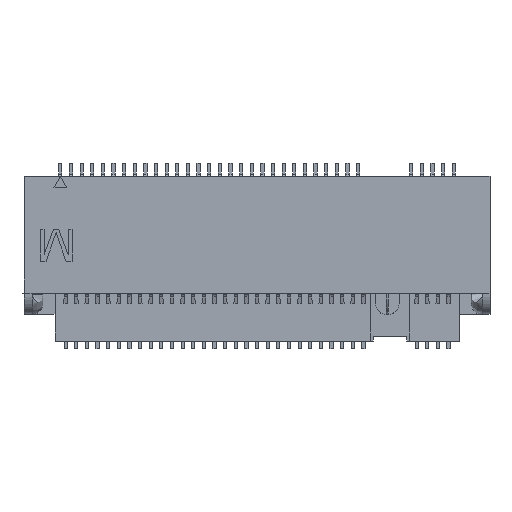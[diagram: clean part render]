
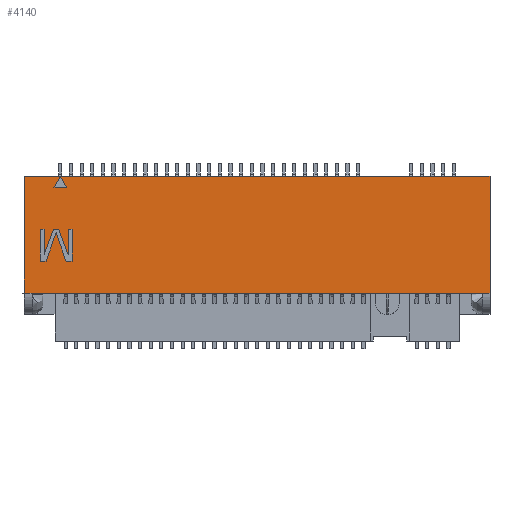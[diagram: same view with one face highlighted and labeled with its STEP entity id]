
A CAD part, top view. The second image highlights one B-rep face of the part: STEP entity #4140.
In plain terms, the highlighted planar face has unit normal (0, 0, 1).
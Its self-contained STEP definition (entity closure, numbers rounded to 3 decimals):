
#24 = VERTEX_POINT('',#25);
#25 = CARTESIAN_POINT('',(-10.95,-1.755,3.1));
#113 = VERTEX_POINT('',#114);
#114 = CARTESIAN_POINT('',(-10.95,3.745,3.1));
#120 = EDGE_CURVE('',#113,#24,#121,.T.);
#121 = LINE('',#122,#123);
#122 = CARTESIAN_POINT('',(-10.95,3.745,3.1));
#123 = VECTOR('',#124,1.);
#124 = DIRECTION('',(0.,-1.,0.));
#134 = EDGE_CURVE('',#24,#135,#137,.T.);
#135 = VERTEX_POINT('',#136);
#136 = CARTESIAN_POINT('',(-10.575,-1.755,3.1));
#137 = LINE('',#138,#139);
#138 = CARTESIAN_POINT('',(-10.95,-1.755,3.1));
#139 = VECTOR('',#140,1.);
#140 = DIRECTION('',(1.,0.,0.));
#270 = EDGE_CURVE('',#135,#271,#273,.T.);
#271 = VERTEX_POINT('',#272);
#272 = CARTESIAN_POINT('',(6.075,-1.755,3.1));
#273 = LINE('',#274,#275);
#274 = CARTESIAN_POINT('',(-10.575,-1.755,3.1));
#275 = VECTOR('',#276,1.);
#276 = DIRECTION('',(1.,0.,0.));
#352 = VERTEX_POINT('',#353);
#353 = CARTESIAN_POINT('',(6.175,-1.755,3.1));
#360 = EDGE_CURVE('',#352,#361,#363,.T.);
#361 = VERTEX_POINT('',#362);
#362 = CARTESIAN_POINT('',(10.575,-1.755,3.1));
#363 = LINE('',#364,#365);
#364 = CARTESIAN_POINT('',(6.175,-1.755,3.1));
#365 = VECTOR('',#366,1.);
#366 = DIRECTION('',(1.,0.,0.));
#4127 = EDGE_CURVE('',#352,#271,#4128,.T.);
#4128 = LINE('',#4129,#4130);
#4129 = CARTESIAN_POINT('',(6.175,-1.755,3.1));
#4130 = VECTOR('',#4131,1.);
#4131 = DIRECTION('',(-1.,0.,0.));
#4140 = ADVANCED_FACE('',(#4141,#4170,#4196),#4302,.T.);
#4141 = FACE_BOUND('',#4142,.F.);
#4142 = EDGE_LOOP('',(#4143,#4144,#4145,#4146,#4154,#4162,#4168,#4169));
#4143 = ORIENTED_EDGE('',*,*,#270,.F.);
#4144 = ORIENTED_EDGE('',*,*,#134,.F.);
#4145 = ORIENTED_EDGE('',*,*,#120,.F.);
#4146 = ORIENTED_EDGE('',*,*,#4147,.T.);
#4147 = EDGE_CURVE('',#113,#4148,#4150,.T.);
#4148 = VERTEX_POINT('',#4149);
#4149 = CARTESIAN_POINT('',(10.95,3.745,3.1));
#4150 = LINE('',#4151,#4152);
#4151 = CARTESIAN_POINT('',(-10.95,3.745,3.1));
#4152 = VECTOR('',#4153,1.);
#4153 = DIRECTION('',(1.,0.,0.));
#4154 = ORIENTED_EDGE('',*,*,#4155,.T.);
#4155 = EDGE_CURVE('',#4148,#4156,#4158,.T.);
#4156 = VERTEX_POINT('',#4157);
#4157 = CARTESIAN_POINT('',(10.95,-1.755,3.1));
#4158 = LINE('',#4159,#4160);
#4159 = CARTESIAN_POINT('',(10.95,3.745,3.1));
#4160 = VECTOR('',#4161,1.);
#4161 = DIRECTION('',(0.,-1.,0.));
#4162 = ORIENTED_EDGE('',*,*,#4163,.F.);
#4163 = EDGE_CURVE('',#361,#4156,#4164,.T.);
#4164 = LINE('',#4165,#4166);
#4165 = CARTESIAN_POINT('',(10.575,-1.755,3.1));
#4166 = VECTOR('',#4167,1.);
#4167 = DIRECTION('',(1.,0.,0.));
#4168 = ORIENTED_EDGE('',*,*,#360,.F.);
#4169 = ORIENTED_EDGE('',*,*,#4127,.T.);
#4170 = FACE_BOUND('',#4171,.F.);
#4171 = EDGE_LOOP('',(#4172,#4182,#4190));
#4172 = ORIENTED_EDGE('',*,*,#4173,.T.);
#4173 = EDGE_CURVE('',#4174,#4176,#4178,.T.);
#4174 = VERTEX_POINT('',#4175);
#4175 = CARTESIAN_POINT('',(-9.25,3.735,3.1));
#4176 = VERTEX_POINT('',#4177);
#4177 = CARTESIAN_POINT('',(-9.55,3.215,3.1));
#4178 = LINE('',#4179,#4180);
#4179 = CARTESIAN_POINT('',(-9.25,3.735,3.1));
#4180 = VECTOR('',#4181,1.);
#4181 = DIRECTION('',(-0.5,-0.866,0.));
#4182 = ORIENTED_EDGE('',*,*,#4183,.T.);
#4183 = EDGE_CURVE('',#4176,#4184,#4186,.T.);
#4184 = VERTEX_POINT('',#4185);
#4185 = CARTESIAN_POINT('',(-8.95,3.215,3.1));
#4186 = LINE('',#4187,#4188);
#4187 = CARTESIAN_POINT('',(-9.55,3.215,3.1));
#4188 = VECTOR('',#4189,1.);
#4189 = DIRECTION('',(1.,0.,0.));
#4190 = ORIENTED_EDGE('',*,*,#4191,.T.);
#4191 = EDGE_CURVE('',#4184,#4174,#4192,.T.);
#4192 = LINE('',#4193,#4194);
#4193 = CARTESIAN_POINT('',(-8.95,3.215,3.1));
#4194 = VECTOR('',#4195,1.);
#4195 = DIRECTION('',(-0.5,0.866,0.));
#4196 = FACE_BOUND('',#4197,.F.);
#4197 = EDGE_LOOP('',(#4198,#4208,#4216,#4224,#4232,#4240,#4248,#4256,
    #4264,#4272,#4280,#4288,#4296));
#4198 = ORIENTED_EDGE('',*,*,#4199,.T.);
#4199 = EDGE_CURVE('',#4200,#4202,#4204,.T.);
#4200 = VERTEX_POINT('',#4201);
#4201 = CARTESIAN_POINT('',(-8.888,1.245,3.1));
#4202 = VERTEX_POINT('',#4203);
#4203 = CARTESIAN_POINT('',(-8.888,0.064,3.1));
#4204 = LINE('',#4205,#4206);
#4205 = CARTESIAN_POINT('',(-8.888,1.245,3.1));
#4206 = VECTOR('',#4207,1.);
#4207 = DIRECTION('',(0.,-1.,0.));
#4208 = ORIENTED_EDGE('',*,*,#4209,.T.);
#4209 = EDGE_CURVE('',#4202,#4210,#4212,.T.);
#4210 = VERTEX_POINT('',#4211);
#4211 = CARTESIAN_POINT('',(-9.325,1.245,3.1));
#4212 = LINE('',#4213,#4214);
#4213 = CARTESIAN_POINT('',(-8.888,0.064,3.1));
#4214 = VECTOR('',#4215,1.);
#4215 = DIRECTION('',(-0.347,0.938,0.
    ));
#4216 = ORIENTED_EDGE('',*,*,#4217,.T.);
#4217 = EDGE_CURVE('',#4210,#4218,#4220,.T.);
#4218 = VERTEX_POINT('',#4219);
#4219 = CARTESIAN_POINT('',(-9.575,1.245,3.1));
#4220 = LINE('',#4221,#4222);
#4221 = CARTESIAN_POINT('',(-9.325,1.245,3.1));
#4222 = VECTOR('',#4223,1.);
#4223 = DIRECTION('',(-1.,0.,0.));
#4224 = ORIENTED_EDGE('',*,*,#4225,.T.);
#4225 = EDGE_CURVE('',#4218,#4226,#4228,.T.);
#4226 = VERTEX_POINT('',#4227);
#4227 = CARTESIAN_POINT('',(-10.013,0.064,3.1));
#4228 = LINE('',#4229,#4230);
#4229 = CARTESIAN_POINT('',(-9.575,1.245,3.1));
#4230 = VECTOR('',#4231,1.);
#4231 = DIRECTION('',(-0.347,-0.938,0.
    ));
#4232 = ORIENTED_EDGE('',*,*,#4233,.T.);
#4233 = EDGE_CURVE('',#4226,#4234,#4236,.T.);
#4234 = VERTEX_POINT('',#4235);
#4235 = CARTESIAN_POINT('',(-10.013,1.245,3.1));
#4236 = LINE('',#4237,#4238);
#4237 = CARTESIAN_POINT('',(-10.013,0.064,3.1));
#4238 = VECTOR('',#4239,1.);
#4239 = DIRECTION('',(0.,1.,0.));
#4240 = ORIENTED_EDGE('',*,*,#4241,.T.);
#4241 = EDGE_CURVE('',#4234,#4242,#4244,.T.);
#4242 = VERTEX_POINT('',#4243);
#4243 = CARTESIAN_POINT('',(-10.2,1.245,3.1));
#4244 = LINE('',#4245,#4246);
#4245 = CARTESIAN_POINT('',(-10.013,1.245,3.1));
#4246 = VECTOR('',#4247,1.);
#4247 = DIRECTION('',(-1.,0.,0.));
#4248 = ORIENTED_EDGE('',*,*,#4249,.T.);
#4249 = EDGE_CURVE('',#4242,#4250,#4252,.T.);
#4250 = VERTEX_POINT('',#4251);
#4251 = CARTESIAN_POINT('',(-10.2,-0.255,3.1));
#4252 = LINE('',#4253,#4254);
#4253 = CARTESIAN_POINT('',(-10.2,1.245,3.1));
#4254 = VECTOR('',#4255,1.);
#4255 = DIRECTION('',(0.,-1.,0.));
#4256 = ORIENTED_EDGE('',*,*,#4257,.T.);
#4257 = EDGE_CURVE('',#4250,#4258,#4260,.T.);
#4258 = VERTEX_POINT('',#4259);
#4259 = CARTESIAN_POINT('',(-9.919,-0.255,3.1));
#4260 = LINE('',#4261,#4262);
#4261 = CARTESIAN_POINT('',(-10.2,-0.255,3.1));
#4262 = VECTOR('',#4263,1.);
#4263 = DIRECTION('',(1.,0.,0.));
#4264 = ORIENTED_EDGE('',*,*,#4265,.T.);
#4265 = EDGE_CURVE('',#4258,#4266,#4268,.T.);
#4266 = VERTEX_POINT('',#4267);
#4267 = CARTESIAN_POINT('',(-9.45,1.085,3.1));
#4268 = LINE('',#4269,#4270);
#4269 = CARTESIAN_POINT('',(-9.919,-0.255,3.1));
#4270 = VECTOR('',#4271,1.);
#4271 = DIRECTION('',(0.33,0.944,0.)
  );
#4272 = ORIENTED_EDGE('',*,*,#4273,.T.);
#4273 = EDGE_CURVE('',#4266,#4274,#4276,.T.);
#4274 = VERTEX_POINT('',#4275);
#4275 = CARTESIAN_POINT('',(-8.981,-0.255,3.1));
#4276 = LINE('',#4277,#4278);
#4277 = CARTESIAN_POINT('',(-9.45,1.085,3.1));
#4278 = VECTOR('',#4279,1.);
#4279 = DIRECTION('',(0.33,-0.944,0.)
  );
#4280 = ORIENTED_EDGE('',*,*,#4281,.T.);
#4281 = EDGE_CURVE('',#4274,#4282,#4284,.T.);
#4282 = VERTEX_POINT('',#4283);
#4283 = CARTESIAN_POINT('',(-8.7,-0.255,3.1));
#4284 = LINE('',#4285,#4286);
#4285 = CARTESIAN_POINT('',(-8.981,-0.255,3.1));
#4286 = VECTOR('',#4287,1.);
#4287 = DIRECTION('',(1.,0.,0.));
#4288 = ORIENTED_EDGE('',*,*,#4289,.T.);
#4289 = EDGE_CURVE('',#4282,#4290,#4292,.T.);
#4290 = VERTEX_POINT('',#4291);
#4291 = CARTESIAN_POINT('',(-8.7,1.245,3.1));
#4292 = LINE('',#4293,#4294);
#4293 = CARTESIAN_POINT('',(-8.7,-0.255,3.1));
#4294 = VECTOR('',#4295,1.);
#4295 = DIRECTION('',(0.,1.,0.));
#4296 = ORIENTED_EDGE('',*,*,#4297,.T.);
#4297 = EDGE_CURVE('',#4290,#4200,#4298,.T.);
#4298 = LINE('',#4299,#4300);
#4299 = CARTESIAN_POINT('',(-8.7,1.245,3.1));
#4300 = VECTOR('',#4301,1.);
#4301 = DIRECTION('',(-1.,0.,0.));
#4302 = PLANE('',#4303);
#4303 = AXIS2_PLACEMENT_3D('',#4304,#4305,#4306);
#4304 = CARTESIAN_POINT('',(-10.95,3.745,3.1));
#4305 = DIRECTION('',(0.,0.,1.));
#4306 = DIRECTION('',(0.,-1.,0.));
